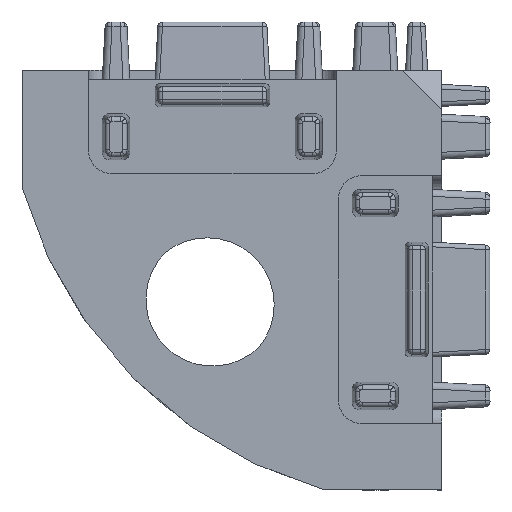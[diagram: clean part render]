
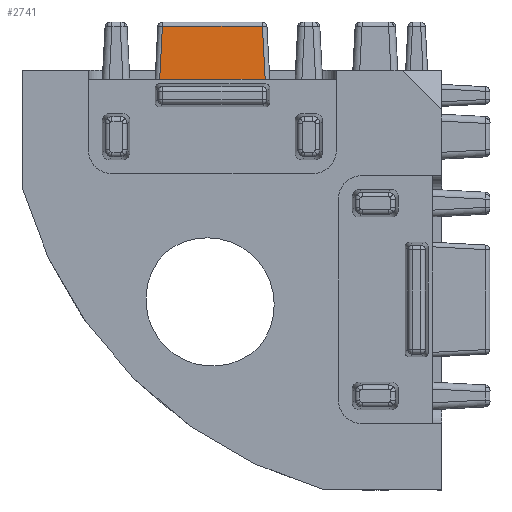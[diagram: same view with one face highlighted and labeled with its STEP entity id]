
A CAD part, left-side view. The second image highlights one B-rep face of the part: STEP entity #2741.
In plain terms, the highlighted planar face has unit normal (-0.999, 0, 0.052).
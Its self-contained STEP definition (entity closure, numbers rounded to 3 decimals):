
#91 = DIRECTION ( 'NONE',  ( 0.052, 0.052, 0.997 ) ) ;
#408 = VERTEX_POINT ( 'NONE', #993 ) ;
#443 = DIRECTION ( 'NONE',  ( 0.052, 0., 0.999 ) ) ;
#517 = FACE_OUTER_BOUND ( 'NONE', #7794, .T. ) ;
#993 = CARTESIAN_POINT ( 'NONE',  ( 0.6, 12.3, -0.4 ) ) ;
#1182 = VECTOR ( 'NONE', #10723, 1000. ) ;
#1681 = EDGE_CURVE ( 'NONE', #408, #4036, #8040, .T. ) ;
#2038 = CARTESIAN_POINT ( 'NONE',  ( 0.721, 12.179, 1.91 ) ) ;
#2500 = DIRECTION ( 'NONE',  ( 0., -1., 0. ) ) ;
#2536 = ORIENTED_EDGE ( 'NONE', *, *, #1681, .T. ) ;
#2741 = ADVANCED_FACE ( 'NONE', ( #517 ), #12571, .T. ) ;
#3642 = CARTESIAN_POINT ( 'NONE',  ( 0.599, 12.301, -0.41 ) ) ;
#3784 = VECTOR ( 'NONE', #91, 1000. ) ;
#4036 = VERTEX_POINT ( 'NONE', #10761 ) ;
#4106 = VERTEX_POINT ( 'NONE', #6790 ) ;
#4167 = CARTESIAN_POINT ( 'NONE',  ( 0.613, 7.713, -0.15 ) ) ;
#4199 = VERTEX_POINT ( 'NONE', #2038 ) ;
#5732 = CARTESIAN_POINT ( 'NONE',  ( 0.721, 12.369, 1.91 ) ) ;
#6014 = ORIENTED_EDGE ( 'NONE', *, *, #8170, .T. ) ;
#6550 = DIRECTION ( 'NONE',  ( -0.999, 0., 0.052 ) ) ;
#6587 = LINE ( 'NONE', #3642, #1182 ) ;
#6695 = ORIENTED_EDGE ( 'NONE', *, *, #11022, .T. ) ;
#6737 = DIRECTION ( 'NONE',  ( 0., 1., 0. ) ) ;
#6790 = CARTESIAN_POINT ( 'NONE',  ( 0.721, 7.821, 1.91 ) ) ;
#7539 = CARTESIAN_POINT ( 'NONE',  ( 0.6, 12.5, -0.4 ) ) ;
#7794 = EDGE_LOOP ( 'NONE', ( #12811, #6014, #2536, #6695 ) ) ;
#8040 = LINE ( 'NONE', #7539, #13045 ) ;
#8144 = AXIS2_PLACEMENT_3D ( 'NONE', #12520, #6550, #443 ) ;
#8170 = EDGE_CURVE ( 'NONE', #4199, #408, #6587, .T. ) ;
#8690 = VECTOR ( 'NONE', #6737, 1000. ) ;
#9029 = LINE ( 'NONE', #5732, #8690 ) ;
#10294 = EDGE_CURVE ( 'NONE', #4106, #4199, #9029, .T. ) ;
#10723 = DIRECTION ( 'NONE',  ( -0.052, 0.052, -0.997 ) ) ;
#10761 = CARTESIAN_POINT ( 'NONE',  ( 0.6, 7.7, -0.4 ) ) ;
#11022 = EDGE_CURVE ( 'NONE', #4036, #4106, #11833, .T. ) ;
#11833 = LINE ( 'NONE', #4167, #3784 ) ;
#12520 = CARTESIAN_POINT ( 'NONE',  ( 0.6, 12.5, -0.4 ) ) ;
#12571 = PLANE ( 'NONE',  #8144 ) ;
#12811 = ORIENTED_EDGE ( 'NONE', *, *, #10294, .T. ) ;
#13045 = VECTOR ( 'NONE', #2500, 1000. ) ;
